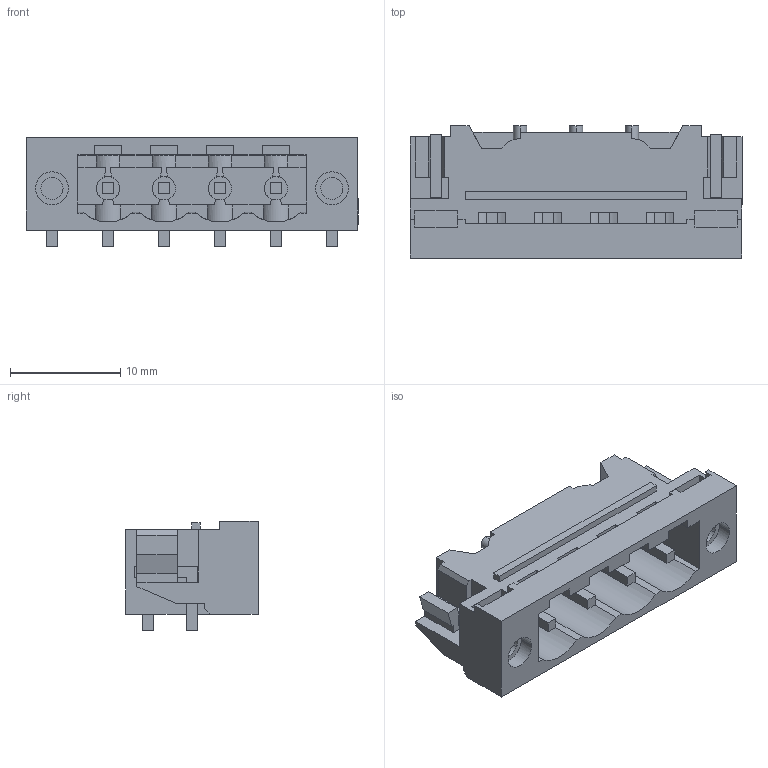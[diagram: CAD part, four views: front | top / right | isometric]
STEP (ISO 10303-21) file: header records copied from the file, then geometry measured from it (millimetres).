
FILE_DESCRIPTION(('CATIA V5 STEP Exchange','CAx-IF Rec.Pracs.--- Model Styling and Organization---1.4--- 2014-01-23'),'2;1');
FILE_NAME ('D1455874_0_1775254001_1775254001.stp','2019-01-09T12:21:32+00:00',('none'),('Weidmueller'),'CATIA Version 5-6 Release 2016 SP3 HF44','CATIA V5 STEP AP214','none');
FILE_SCHEMA(('AUTOMOTIVE_DESIGN { 1 0 10303 214 1 1 1 1 }'));
Length unit declared in the file: millimetre
Products named in the file (1): 1775254001
Bounding box: 30.12 x 12 x 9.93 mm (x, y, z)
Volume: 1268.2 mm3; surface area: 2622.9 mm2
Topology: 7 solids, 7 shells, 337 faces, 1023 edges, 696 vertices
Faces by surface type: plane 287, cylinder 46, extrusion 4
Entity records: 11519 total; most frequent: CARTESIAN_POINT 2416, ORIENTED_EDGE 2046, DIRECTION 1459, EDGE_CURVE 1023, VECTOR 849, LINE 845, VERTEX_POINT 696, EDGE_LOOP 357
